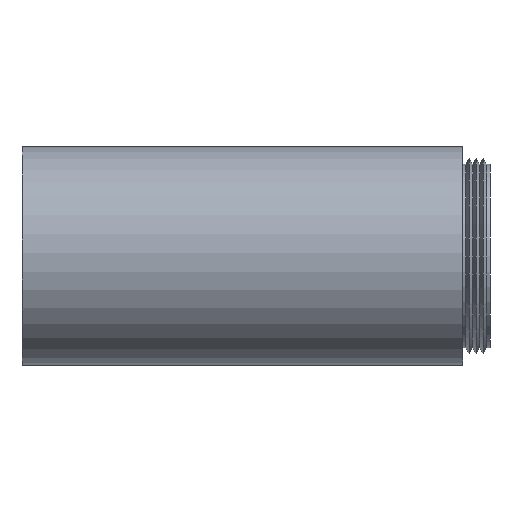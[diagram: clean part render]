
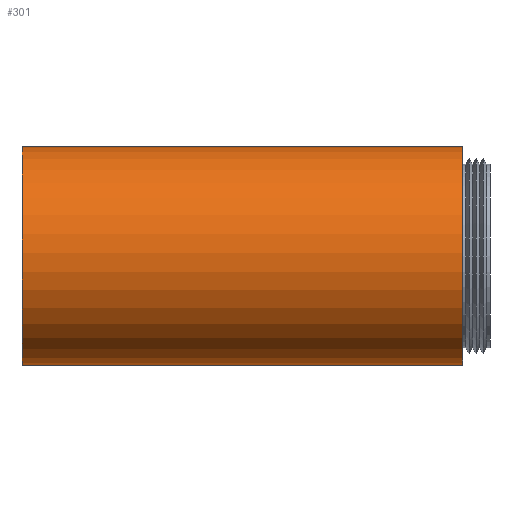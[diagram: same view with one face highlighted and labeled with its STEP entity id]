
A CAD part, front view. The second image highlights one B-rep face of the part: STEP entity #301.
In plain terms, the highlighted cylindrical face has radius 49.784 mm (diameter 99.568 mm), a full revolution.
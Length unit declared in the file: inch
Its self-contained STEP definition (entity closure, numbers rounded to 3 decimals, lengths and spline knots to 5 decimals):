
#97 = CARTESIAN_POINT ( 'NONE',  ( -3.98748, -4.4255, 0. ) ) ;
#98 = DIRECTION ( 'NONE',  ( 1., 0., 0. ) ) ;
#99 = DIRECTION ( 'NONE',  ( 0., 0.203, 0.979 ) ) ;
#106 = CARTESIAN_POINT ( 'NONE',  ( -11.86148, -4.4255, 0. ) ) ;
#107 = DIRECTION ( 'NONE',  ( 1., 0., 0. ) ) ;
#108 = DIRECTION ( 'NONE',  ( 0., 0.203, 0.979 ) ) ;
#164 = CARTESIAN_POINT ( 'NONE',  ( -3.98748, -4.02699, 1.91906 ) ) ;
#167 = CARTESIAN_POINT ( 'NONE',  ( -11.86148, -4.02699, 1.91906 ) ) ;
#247 = DIRECTION ( 'NONE',  ( 0., -0.203, -0.979 ) ) ;
#248 = CARTESIAN_POINT ( 'NONE',  ( -3.98748, -4.4255, 0. ) ) ;
#249 = DIRECTION ( 'NONE',  ( -1., 0., 0. ) ) ;
#301 = ADVANCED_FACE ( 'NONE', ( #581, #582 ), #589, .T. ) ;
#350 = AXIS2_PLACEMENT_3D ( 'NONE', #248, #249, #247 ) ;
#394 = EDGE_CURVE ( 'NONE', #713, #713, #671, .T. ) ;
#397 = EDGE_CURVE ( 'NONE', #718, #718, #674, .T. ) ;
#409 = EDGE_LOOP ( 'NONE', ( #539 ) ) ;
#410 = EDGE_LOOP ( 'NONE', ( #480 ) ) ;
#480 = ORIENTED_EDGE ( 'NONE', *, *, #397, .T. ) ;
#539 = ORIENTED_EDGE ( 'NONE', *, *, #394, .F. ) ;
#581 = FACE_OUTER_BOUND ( 'NONE', #409, .T. ) ;
#582 = FACE_OUTER_BOUND ( 'NONE', #410, .T. ) ;
#589 = CYLINDRICAL_SURFACE ( 'NONE', #350, 1.96 ) ;
#671 = CIRCLE ( 'NONE', #775, 1.96 ) ;
#674 = CIRCLE ( 'NONE', #730, 1.96 ) ;
#713 = VERTEX_POINT ( 'NONE', #164 ) ;
#718 = VERTEX_POINT ( 'NONE', #167 ) ;
#730 = AXIS2_PLACEMENT_3D ( 'NONE', #106, #107, #108 ) ;
#775 = AXIS2_PLACEMENT_3D ( 'NONE', #97, #98, #99 ) ;
